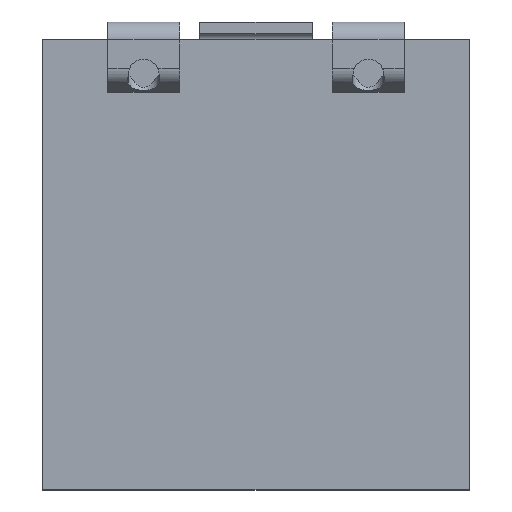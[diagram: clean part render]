
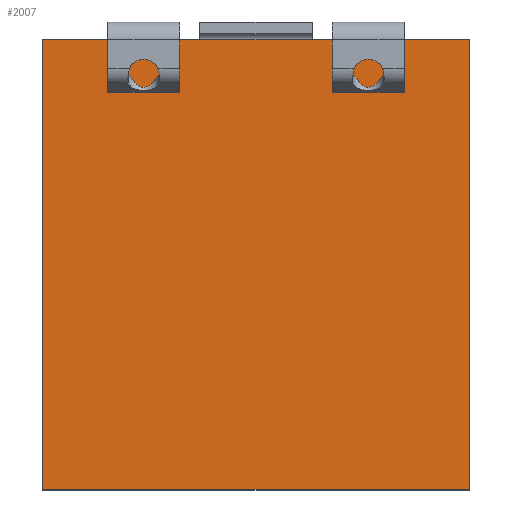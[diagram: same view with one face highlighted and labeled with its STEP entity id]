
A CAD part, top view. The second image highlights one B-rep face of the part: STEP entity #2007.
In plain terms, the highlighted planar face has unit normal (0, 0, 1).
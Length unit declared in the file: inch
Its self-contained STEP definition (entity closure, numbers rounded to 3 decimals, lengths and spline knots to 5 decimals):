
#259=DIRECTION('',(-1.,0.,0.));
#260=VECTOR('',#259,0.19);
#261=CARTESIAN_POINT('',(0.083,-0.09,0.));
#262=LINE('',#261,#260);
#263=DIRECTION('',(0.,1.,0.));
#264=VECTOR('',#263,0.2);
#265=CARTESIAN_POINT('',(-0.107,-0.09,0.));
#266=LINE('',#265,#264);
#267=DIRECTION('',(1.,0.,0.));
#268=VECTOR('',#267,0.032);
#269=CARTESIAN_POINT('',(-0.078,0.08685,0.));
#270=LINE('',#269,#268);
#271=DIRECTION('',(-1.,0.,0.));
#272=VECTOR('',#271,0.01073);
#273=CARTESIAN_POINT('',(-0.046,0.09303,0.));
#274=LINE('',#273,#272);
#275=CARTESIAN_POINT('',(-0.05673,0.09303,0.));
#276=CARTESIAN_POINT('',(-0.05717,0.09217,0.));
#277=CARTESIAN_POINT('',(-0.05805,0.09092,0.));
#278=CARTESIAN_POINT('',(-0.0598,0.08936,0.));
#279=CARTESIAN_POINT('',(-0.062,0.08869,0.));
#280=CARTESIAN_POINT('',(-0.0642,0.08936,0.));
#281=CARTESIAN_POINT('',(-0.06595,0.09092,0.));
#282=CARTESIAN_POINT('',(-0.06683,0.09217,0.));
#283=CARTESIAN_POINT('',(-0.06727,0.09303,0.));
#285=DIRECTION('',(-1.,0.,0.));
#286=VECTOR('',#285,0.01073);
#287=CARTESIAN_POINT('',(-0.06727,0.09303,0.));
#288=LINE('',#287,#286);
#289=DIRECTION('',(1.,0.,0.));
#290=VECTOR('',#289,0.032);
#291=CARTESIAN_POINT('',(0.022,0.08685,0.));
#292=LINE('',#291,#290);
#293=DIRECTION('',(-1.,0.,0.));
#294=VECTOR('',#293,0.01073);
#295=CARTESIAN_POINT('',(0.054,0.09303,0.));
#296=LINE('',#295,#294);
#297=CARTESIAN_POINT('',(0.04327,0.09303,0.));
#298=CARTESIAN_POINT('',(0.04283,0.09217,0.));
#299=CARTESIAN_POINT('',(0.04195,0.09092,0.));
#300=CARTESIAN_POINT('',(0.0402,0.08936,0.));
#301=CARTESIAN_POINT('',(0.038,0.08869,0.));
#302=CARTESIAN_POINT('',(0.0358,0.08936,0.));
#303=CARTESIAN_POINT('',(0.03405,0.09092,0.));
#304=CARTESIAN_POINT('',(0.03317,0.09217,0.));
#305=CARTESIAN_POINT('',(0.03273,0.09303,0.));
#307=DIRECTION('',(-1.,0.,0.));
#308=VECTOR('',#307,0.01073);
#309=CARTESIAN_POINT('',(0.03273,0.09303,0.));
#310=LINE('',#309,#308);
#315=DIRECTION('',(-1.,0.,0.));
#316=VECTOR('',#315,0.19);
#317=CARTESIAN_POINT('',(0.083,0.11,0.));
#318=LINE('',#317,#316);
#383=DIRECTION('',(0.,1.,0.));
#384=VECTOR('',#383,0.2);
#385=CARTESIAN_POINT('',(0.083,-0.09,0.));
#386=LINE('',#385,#384);
#876=DIRECTION('',(0.,1.,0.));
#877=VECTOR('',#876,0.00618);
#878=CARTESIAN_POINT('',(-0.078,0.08685,0.));
#879=LINE('',#878,#877);
#893=DIRECTION('',(0.,-1.,0.));
#894=VECTOR('',#893,0.00618);
#895=CARTESIAN_POINT('',(-0.046,0.09303,0.));
#896=LINE('',#895,#894);
#927=DIRECTION('',(0.,1.,0.));
#928=VECTOR('',#927,0.00618);
#929=CARTESIAN_POINT('',(0.022,0.08685,0.));
#930=LINE('',#929,#928);
#953=DIRECTION('',(0.,-1.,0.));
#954=VECTOR('',#953,0.00618);
#955=CARTESIAN_POINT('',(0.054,0.09303,0.));
#956=LINE('',#955,#954);
#1279=VERTEX_POINT('',#275);
#1280=VERTEX_POINT('',#283);
#1285=CARTESIAN_POINT('',(0.083,0.11,0.));
#1286=CARTESIAN_POINT('',(-0.107,0.11,0.));
#1287=VERTEX_POINT('',#1285);
#1288=VERTEX_POINT('',#1286);
#1289=CARTESIAN_POINT('',(0.083,-0.09,0.));
#1290=VERTEX_POINT('',#1289);
#1291=CARTESIAN_POINT('',(-0.107,-0.09,0.));
#1292=VERTEX_POINT('',#1291);
#1293=CARTESIAN_POINT('',(-0.078,0.08685,0.));
#1294=CARTESIAN_POINT('',(-0.046,0.08685,0.));
#1295=VERTEX_POINT('',#1293);
#1296=VERTEX_POINT('',#1294);
#1297=CARTESIAN_POINT('',(-0.046,0.09303,0.));
#1298=VERTEX_POINT('',#1297);
#1299=CARTESIAN_POINT('',(-0.078,0.09303,0.));
#1300=VERTEX_POINT('',#1299);
#1301=CARTESIAN_POINT('',(0.022,0.08685,0.));
#1302=CARTESIAN_POINT('',(0.054,0.08685,0.));
#1303=VERTEX_POINT('',#1301);
#1304=VERTEX_POINT('',#1302);
#1305=CARTESIAN_POINT('',(0.054,0.09303,0.));
#1306=VERTEX_POINT('',#1305);
#1307=CARTESIAN_POINT('',(0.04327,0.09303,0.));
#1308=VERTEX_POINT('',#1307);
#1309=VERTEX_POINT('',#305);
#1310=CARTESIAN_POINT('',(0.022,0.09303,0.));
#1311=VERTEX_POINT('',#1310);
#1965=CARTESIAN_POINT('',(-0.012,0.01,0.));
#1966=DIRECTION('',(0.,0.,1.));
#1967=DIRECTION('',(-1.,0.,0.));
#1968=AXIS2_PLACEMENT_3D('',#1965,#1966,#1967);
#1969=PLANE('',#1968);
#1971=ORIENTED_EDGE('',*,*,#1970,.F.);
#1973=ORIENTED_EDGE('',*,*,#1972,.F.);
#1975=ORIENTED_EDGE('',*,*,#1974,.T.);
#1977=ORIENTED_EDGE('',*,*,#1976,.T.);
#1978=EDGE_LOOP('',(#1971,#1973,#1975,#1977));
#1979=FACE_OUTER_BOUND('',#1978,.F.);
#1981=ORIENTED_EDGE('',*,*,#1980,.T.);
#1983=ORIENTED_EDGE('',*,*,#1982,.F.);
#1985=ORIENTED_EDGE('',*,*,#1984,.T.);
#1986=ORIENTED_EDGE('',*,*,#1951,.T.);
#1988=ORIENTED_EDGE('',*,*,#1987,.T.);
#1990=ORIENTED_EDGE('',*,*,#1989,.F.);
#1991=EDGE_LOOP('',(#1981,#1983,#1985,#1986,#1988,#1990));
#1992=FACE_BOUND('',#1991,.F.);
#1994=ORIENTED_EDGE('',*,*,#1993,.T.);
#1996=ORIENTED_EDGE('',*,*,#1995,.F.);
#1998=ORIENTED_EDGE('',*,*,#1997,.T.);
#2000=ORIENTED_EDGE('',*,*,#1999,.T.);
#2002=ORIENTED_EDGE('',*,*,#2001,.T.);
#2004=ORIENTED_EDGE('',*,*,#2003,.F.);
#2005=EDGE_LOOP('',(#1994,#1996,#1998,#2000,#2002,#2004));
#2006=FACE_BOUND('',#2005,.F.);
#2007=ADVANCED_FACE('',(#1979,#1992,#2006),#1969,.T.);
#284=B_SPLINE_CURVE_WITH_KNOTS('',3,(#275,#276,#277,#278,#279,#280,#281,#282,
#283),.UNSPECIFIED.,.F.,.F.,(4,1,1,1,1,1,4),(0.,0.125,0.25,0.5,0.75,
0.875,1.),.UNSPECIFIED.);
#306=B_SPLINE_CURVE_WITH_KNOTS('',3,(#297,#298,#299,#300,#301,#302,#303,#304,
#305),.UNSPECIFIED.,.F.,.F.,(4,1,1,1,1,1,4),(0.,0.125,0.25,0.5,0.75,
0.875,1.),.UNSPECIFIED.);
#1951=EDGE_CURVE('',#1279,#1280,#284,.T.);
#1970=EDGE_CURVE('',#1287,#1288,#318,.T.);
#1972=EDGE_CURVE('',#1290,#1287,#386,.T.);
#1974=EDGE_CURVE('',#1290,#1292,#262,.T.);
#1976=EDGE_CURVE('',#1292,#1288,#266,.T.);
#1980=EDGE_CURVE('',#1295,#1296,#270,.T.);
#1982=EDGE_CURVE('',#1298,#1296,#896,.T.);
#1984=EDGE_CURVE('',#1298,#1279,#274,.T.);
#1987=EDGE_CURVE('',#1280,#1300,#288,.T.);
#1989=EDGE_CURVE('',#1295,#1300,#879,.T.);
#1993=EDGE_CURVE('',#1303,#1304,#292,.T.);
#1995=EDGE_CURVE('',#1306,#1304,#956,.T.);
#1997=EDGE_CURVE('',#1306,#1308,#296,.T.);
#1999=EDGE_CURVE('',#1308,#1309,#306,.T.);
#2001=EDGE_CURVE('',#1309,#1311,#310,.T.);
#2003=EDGE_CURVE('',#1303,#1311,#930,.T.);
